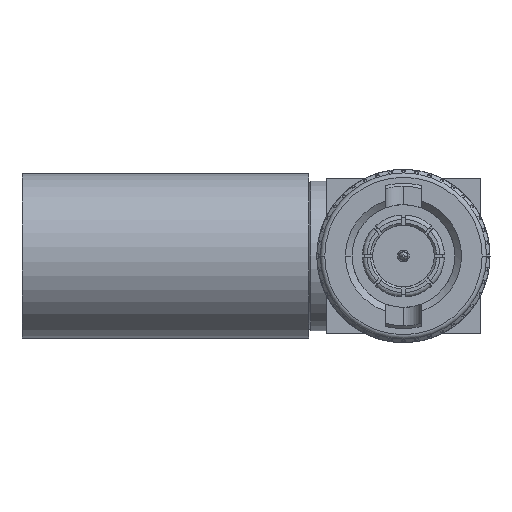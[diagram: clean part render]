
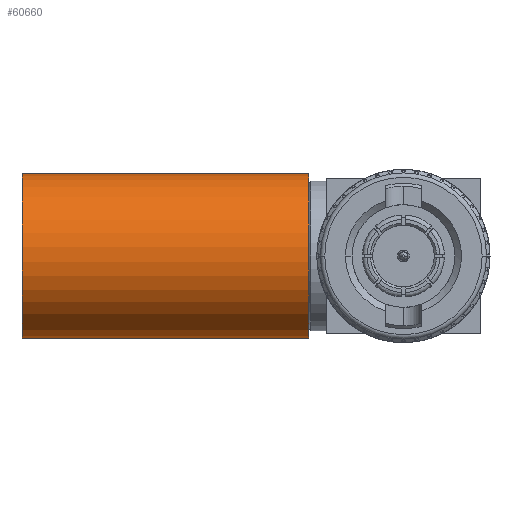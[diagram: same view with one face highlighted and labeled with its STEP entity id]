
A CAD part, front view. The second image highlights one B-rep face of the part: STEP entity #60660.
In plain terms, the highlighted cylindrical face has radius 3.75 mm (diameter 7.5 mm), a partial arc.
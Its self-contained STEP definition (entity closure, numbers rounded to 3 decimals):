
#1392 = DIRECTION ( 'NONE',  ( -1., 0., 0. ) ) ;
#2432 = CYLINDRICAL_SURFACE ( 'NONE', #180630, 3.75 ) ;
#7432 = ORIENTED_EDGE ( 'NONE', *, *, #56585, .T. ) ;
#7739 = DIRECTION ( 'NONE',  ( 0., -0.103, -0.995 ) ) ;
#7895 = CARTESIAN_POINT ( 'NONE',  ( -4.3, -0.388, -3.73 ) ) ;
#20368 = LINE ( 'NONE', #162608, #132856 ) ;
#23775 = AXIS2_PLACEMENT_3D ( 'NONE', #168993, #234070, #7739 ) ;
#28744 = EDGE_CURVE ( 'NONE', #85807, #34779, #217922, .T. ) ;
#32227 = DIRECTION ( 'NONE',  ( -1., 0., 0. ) ) ;
#34779 = VERTEX_POINT ( 'NONE', #206338 ) ;
#44403 = DIRECTION ( 'NONE',  ( 0., 0.103, 0.995 ) ) ;
#56585 = EDGE_CURVE ( 'NONE', #148055, #218258, #20368, .T. ) ;
#58598 = VECTOR ( 'NONE', #32227, 1000. ) ;
#60660 = ADVANCED_FACE ( 'NONE', ( #164996 ), #2432, .T. ) ;
#85080 = CARTESIAN_POINT ( 'NONE',  ( -4.3, 0., 0. ) ) ;
#85807 = VERTEX_POINT ( 'NONE', #183790 ) ;
#88562 = CIRCLE ( 'NONE', #23775, 3.75 ) ;
#105458 = EDGE_CURVE ( 'NONE', #218258, #34779, #268323, .T. ) ;
#121879 = CARTESIAN_POINT ( 'NONE',  ( -4.3, 0.388, 3.73 ) ) ;
#129739 = AXIS2_PLACEMENT_3D ( 'NONE', #211885, #187510, #148160 ) ;
#132856 = VECTOR ( 'NONE', #1392, 1000. ) ;
#148055 = VERTEX_POINT ( 'NONE', #121879 ) ;
#148160 = DIRECTION ( 'NONE',  ( 0., -0.103, -0.995 ) ) ;
#162608 = CARTESIAN_POINT ( 'NONE',  ( -4.3, 0.388, 3.73 ) ) ;
#163747 = ORIENTED_EDGE ( 'NONE', *, *, #105458, .T. ) ;
#164996 = FACE_OUTER_BOUND ( 'NONE', #244124, .T. ) ;
#167671 = DIRECTION ( 'NONE',  ( -1., 0., 0. ) ) ;
#168993 = CARTESIAN_POINT ( 'NONE',  ( -4.3, 0., 0. ) ) ;
#180630 = AXIS2_PLACEMENT_3D ( 'NONE', #85080, #167671, #44403 ) ;
#183790 = CARTESIAN_POINT ( 'NONE',  ( -4.3, -0.388, -3.73 ) ) ;
#187510 = DIRECTION ( 'NONE',  ( 1., 0., 0. ) ) ;
#202098 = CARTESIAN_POINT ( 'NONE',  ( -17.3, 0.388, 3.73 ) ) ;
#206338 = CARTESIAN_POINT ( 'NONE',  ( -17.3, -0.388, -3.73 ) ) ;
#211885 = CARTESIAN_POINT ( 'NONE',  ( -17.3, 0., 0. ) ) ;
#217922 = LINE ( 'NONE', #7895, #58598 ) ;
#218258 = VERTEX_POINT ( 'NONE', #202098 ) ;
#229863 = ORIENTED_EDGE ( 'NONE', *, *, #28744, .F. ) ;
#232212 = EDGE_CURVE ( 'NONE', #148055, #85807, #88562, .T. ) ;
#234070 = DIRECTION ( 'NONE',  ( 1., 0., 0. ) ) ;
#241354 = ORIENTED_EDGE ( 'NONE', *, *, #232212, .F. ) ;
#244124 = EDGE_LOOP ( 'NONE', ( #229863, #241354, #7432, #163747 ) ) ;
#268323 = CIRCLE ( 'NONE', #129739, 3.75 ) ;
